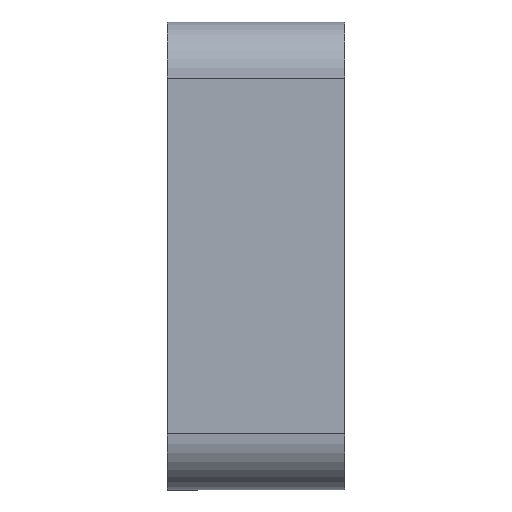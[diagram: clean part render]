
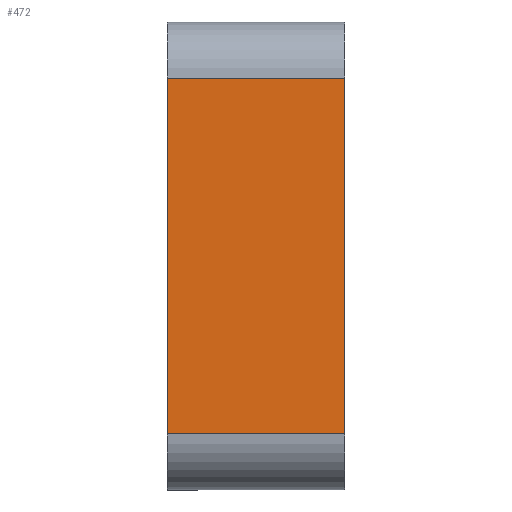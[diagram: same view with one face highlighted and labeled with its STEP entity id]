
A CAD part, left-side view. The second image highlights one B-rep face of the part: STEP entity #472.
In plain terms, the highlighted planar face has unit normal (-1, 0, 0).
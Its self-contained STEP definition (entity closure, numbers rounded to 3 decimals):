
#58 = VECTOR ( 'NONE', #826, 1000. ) ;
#60 = DIRECTION ( 'NONE',  ( 0., 0., 1. ) ) ;
#145 = LINE ( 'NONE', #887, #216 ) ;
#151 = VERTEX_POINT ( 'NONE', #200 ) ;
#197 = ORIENTED_EDGE ( 'NONE', *, *, #633, .F. ) ;
#200 = CARTESIAN_POINT ( 'NONE',  ( -37.5, 0., -9.5 ) ) ;
#211 = ORIENTED_EDGE ( 'NONE', *, *, #952, .F. ) ;
#216 = VECTOR ( 'NONE', #563, 1000. ) ;
#225 = CARTESIAN_POINT ( 'NONE',  ( -37.5, -9.5, -9.5 ) ) ;
#245 = EDGE_CURVE ( 'NONE', #249, #519, #425, .T. ) ;
#249 = VERTEX_POINT ( 'NONE', #225 ) ;
#339 = EDGE_CURVE ( 'NONE', #519, #923, #470, .T. ) ;
#355 = CARTESIAN_POINT ( 'NONE',  ( -37.5, -9.5, 0. ) ) ;
#403 = CARTESIAN_POINT ( 'NONE',  ( -37.5, -9.5, 9.5 ) ) ;
#425 = LINE ( 'NONE', #355, #782 ) ;
#442 = AXIS2_PLACEMENT_3D ( 'NONE', #456, #1005, #518 ) ;
#456 = CARTESIAN_POINT ( 'NONE',  ( -37.5, -9.5, 0. ) ) ;
#470 = LINE ( 'NONE', #1003, #58 ) ;
#472 = ADVANCED_FACE ( 'NONE', ( #742 ), #672, .T. ) ;
#518 = DIRECTION ( 'NONE',  ( 0., 0., 1. ) ) ;
#519 = VERTEX_POINT ( 'NONE', #403 ) ;
#563 = DIRECTION ( 'NONE',  ( 0., 1., 0. ) ) ;
#615 = ORIENTED_EDGE ( 'NONE', *, *, #245, .T. ) ;
#633 = EDGE_CURVE ( 'NONE', #249, #151, #145, .T. ) ;
#663 = CARTESIAN_POINT ( 'NONE',  ( -37.5, 0., 0. ) ) ;
#672 = PLANE ( 'NONE',  #442 ) ;
#734 = CARTESIAN_POINT ( 'NONE',  ( -37.5, 0., 9.5 ) ) ;
#742 = FACE_OUTER_BOUND ( 'NONE', #828, .T. ) ;
#782 = VECTOR ( 'NONE', #970, 1000. ) ;
#826 = DIRECTION ( 'NONE',  ( 0., 1., 0. ) ) ;
#828 = EDGE_LOOP ( 'NONE', ( #211, #197, #615, #916 ) ) ;
#887 = CARTESIAN_POINT ( 'NONE',  ( -37.5, -9.5, -9.5 ) ) ;
#916 = ORIENTED_EDGE ( 'NONE', *, *, #339, .T. ) ;
#923 = VERTEX_POINT ( 'NONE', #734 ) ;
#929 = VECTOR ( 'NONE', #60, 1000. ) ;
#952 = EDGE_CURVE ( 'NONE', #151, #923, #959, .T. ) ;
#959 = LINE ( 'NONE', #663, #929 ) ;
#970 = DIRECTION ( 'NONE',  ( 0., 0., 1. ) ) ;
#1003 = CARTESIAN_POINT ( 'NONE',  ( -37.5, -9.5, 9.5 ) ) ;
#1005 = DIRECTION ( 'NONE',  ( -1., 0., 0. ) ) ;
